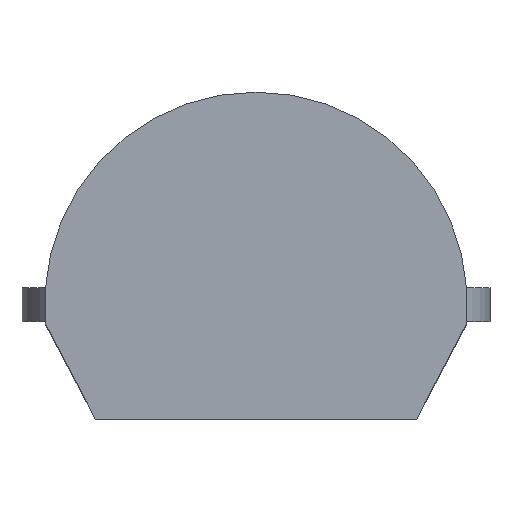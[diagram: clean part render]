
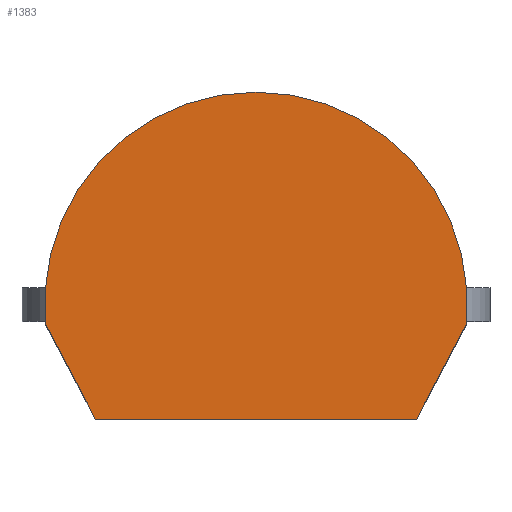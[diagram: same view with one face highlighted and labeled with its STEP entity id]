
A CAD part, top view. The second image highlights one B-rep face of the part: STEP entity #1383.
In plain terms, the highlighted planar face has unit normal (0, 0, 1).
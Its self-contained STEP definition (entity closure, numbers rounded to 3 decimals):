
#31=CIRCLE('',#1489,2.5);
#117=FACE_OUTER_BOUND('',#186,.T.);
#186=EDGE_LOOP('',(#1251,#1252,#1253,#1254));
#366=LINE('',#2255,#552);
#371=LINE('',#2264,#557);
#372=LINE('',#2266,#558);
#552=VECTOR('',#1843,1000.);
#557=VECTOR('',#1852,1000.);
#558=VECTOR('',#1855,1000.);
#687=VERTEX_POINT('',#2243);
#688=VERTEX_POINT('',#2244);
#692=VERTEX_POINT('',#2254);
#694=VERTEX_POINT('',#2262);
#887=EDGE_CURVE('',#687,#688,#31,.T.);
#892=EDGE_CURVE('',#692,#687,#366,.T.);
#897=EDGE_CURVE('',#688,#694,#371,.T.);
#898=EDGE_CURVE('',#694,#692,#372,.T.);
#1251=ORIENTED_EDGE('',*,*,#887,.T.);
#1252=ORIENTED_EDGE('',*,*,#897,.T.);
#1253=ORIENTED_EDGE('',*,*,#898,.T.);
#1254=ORIENTED_EDGE('',*,*,#892,.T.);
#1314=PLANE('',#1495);
#1383=ADVANCED_FACE('',(#117),#1314,.T.);
#1489=AXIS2_PLACEMENT_3D('',#2245,#1834,#1835);
#1495=AXIS2_PLACEMENT_3D('',#2267,#1856,#1857);
#1834=DIRECTION('center_axis',(0.,0.,1.));
#1835=DIRECTION('ref_axis',(0.,-1.,0.));
#1843=DIRECTION('',(0.465,0.886,0.));
#1852=DIRECTION('',(0.465,-0.886,0.));
#1855=DIRECTION('',(1.,0.,0.));
#1856=DIRECTION('center_axis',(0.,0.,1.));
#1857=DIRECTION('ref_axis',(0.,-1.,0.));
#2243=CARTESIAN_POINT('',(2.487,-0.2,10.55));
#2244=CARTESIAN_POINT('',(-2.487,-0.2,10.55));
#2245=CARTESIAN_POINT('Origin',(0.,0.05,
10.55));
#2254=CARTESIAN_POINT('',(1.9,-1.32,10.55));
#2255=CARTESIAN_POINT('',(1.9,-1.32,10.55));
#2262=CARTESIAN_POINT('',(-1.9,-1.32,10.55));
#2264=CARTESIAN_POINT('',(-2.487,-0.2,10.55));
#2266=CARTESIAN_POINT('',(-1.9,-1.32,10.55));
#2267=CARTESIAN_POINT('Origin',(0.,0.05,
10.55));
